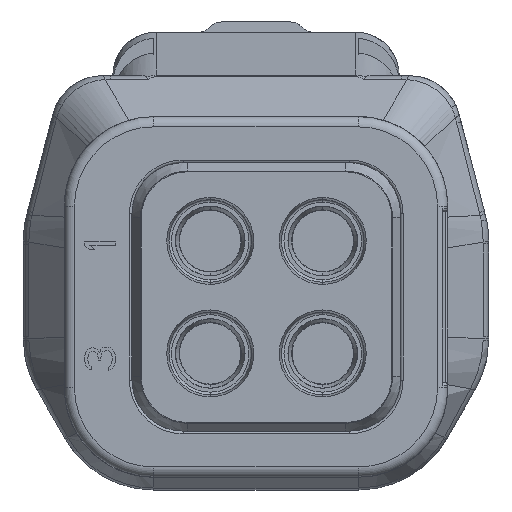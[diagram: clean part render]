
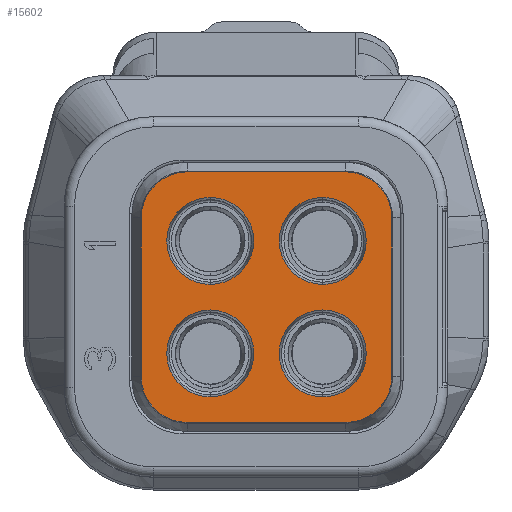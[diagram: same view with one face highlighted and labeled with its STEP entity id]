
A CAD part, front view. The second image highlights one B-rep face of the part: STEP entity #15602.
In plain terms, the highlighted planar face has unit normal (0, -1, 0).
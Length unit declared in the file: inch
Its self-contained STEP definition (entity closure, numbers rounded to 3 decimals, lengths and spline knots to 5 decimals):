
#1758=CARTESIAN_POINT('',(-9.83869,-2.07278,
2.09016));
#1759=DIRECTION('',(0.,1.,0.));
#1760=DIRECTION('',(0.,0.,-1.));
#1761=AXIS2_PLACEMENT_3D('',#1758,#1759,#1760);
#1763=DIRECTION('',(0.,0.,1.));
#1764=VECTOR('',#1763,0.12205);
#1765=CARTESIAN_POINT('',(-9.87413,-2.07278,
2.09016));
#1766=LINE('',#1765,#1764);
#1767=CARTESIAN_POINT('',(-9.83869,-2.07278,
2.2122));
#1768=DIRECTION('',(0.,1.,0.));
#1769=DIRECTION('',(-1.,0.,0.));
#1770=AXIS2_PLACEMENT_3D('',#1767,#1768,#1769);
#1772=DIRECTION('',(1.,0.,0.));
#1773=VECTOR('',#1772,0.12205);
#1774=CARTESIAN_POINT('',(-9.83869,-2.07278,
2.24764));
#1775=LINE('',#1774,#1773);
#1776=CARTESIAN_POINT('',(-9.71665,-2.07278,
2.2122));
#1777=DIRECTION('',(0.,1.,0.));
#1778=DIRECTION('',(0.,0.,1.));
#1779=AXIS2_PLACEMENT_3D('',#1776,#1777,#1778);
#1781=DIRECTION('',(0.,0.,-1.));
#1782=VECTOR('',#1781,0.12205);
#1783=CARTESIAN_POINT('',(-9.68121,-2.07278,
2.2122));
#1784=LINE('',#1783,#1782);
#1785=CARTESIAN_POINT('',(-9.71665,-2.07278,
2.09016));
#1786=DIRECTION('',(0.,1.,0.));
#1787=DIRECTION('',(1.,0.,0.));
#1788=AXIS2_PLACEMENT_3D('',#1785,#1786,#1787);
#1790=DIRECTION('',(-1.,0.,0.));
#1791=VECTOR('',#1790,0.12205);
#1792=CARTESIAN_POINT('',(-9.71665,-2.07278,
2.05472));
#1793=LINE('',#1792,#1791);
#1794=CARTESIAN_POINT('',(-9.82098,-2.07278,
2.10787));
#1795=DIRECTION('',(0.,1.,0.));
#1796=DIRECTION('',(0.,0.,1.));
#1797=AXIS2_PLACEMENT_3D('',#1794,#1795,#1796);
#1799=CARTESIAN_POINT('',(-9.82098,-2.07278,
2.10787));
#1800=DIRECTION('',(0.,1.,0.));
#1801=DIRECTION('',(0.,0.,-1.));
#1802=AXIS2_PLACEMENT_3D('',#1799,#1800,#1801);
#1804=CARTESIAN_POINT('',(-9.82098,-2.07278,
2.19449));
#1805=DIRECTION('',(0.,1.,0.));
#1806=DIRECTION('',(0.,0.,1.));
#1807=AXIS2_PLACEMENT_3D('',#1804,#1805,#1806);
#1809=CARTESIAN_POINT('',(-9.82098,-2.07278,
2.19449));
#1810=DIRECTION('',(0.,1.,0.));
#1811=DIRECTION('',(0.,0.,-1.));
#1812=AXIS2_PLACEMENT_3D('',#1809,#1810,#1811);
#1814=CARTESIAN_POINT('',(-9.73436,-2.07278,
2.10787));
#1815=DIRECTION('',(0.,1.,0.));
#1816=DIRECTION('',(0.,0.,1.));
#1817=AXIS2_PLACEMENT_3D('',#1814,#1815,#1816);
#1819=CARTESIAN_POINT('',(-9.73436,-2.07278,
2.10787));
#1820=DIRECTION('',(0.,1.,0.));
#1821=DIRECTION('',(0.,0.,-1.));
#1822=AXIS2_PLACEMENT_3D('',#1819,#1820,#1821);
#1824=CARTESIAN_POINT('',(-9.73436,-2.07278,
2.19449));
#1825=DIRECTION('',(0.,1.,0.));
#1826=DIRECTION('',(0.,0.,1.));
#1827=AXIS2_PLACEMENT_3D('',#1824,#1825,#1826);
#1829=CARTESIAN_POINT('',(-9.73436,-2.07278,
2.19449));
#1830=DIRECTION('',(0.,1.,0.));
#1831=DIRECTION('',(0.,0.,-1.));
#1832=AXIS2_PLACEMENT_3D('',#1829,#1830,#1831);
#10827=CARTESIAN_POINT('',(-9.87413,-2.07278,
2.09016));
#10828=CARTESIAN_POINT('',(-9.87413,-2.07278,
2.2122));
#10829=VERTEX_POINT('',#10827);
#10830=VERTEX_POINT('',#10828);
#10831=CARTESIAN_POINT('',(-9.83869,-2.07278,
2.24764));
#10832=VERTEX_POINT('',#10831);
#10833=CARTESIAN_POINT('',(-9.71665,-2.07278,
2.24764));
#10834=VERTEX_POINT('',#10833);
#10835=CARTESIAN_POINT('',(-9.68121,-2.07278,
2.2122));
#10836=VERTEX_POINT('',#10835);
#10837=CARTESIAN_POINT('',(-9.68121,-2.07278,
2.09016));
#10838=VERTEX_POINT('',#10837);
#10839=CARTESIAN_POINT('',(-9.83869,-2.07278,
2.05472));
#10840=VERTEX_POINT('',#10839);
#10841=CARTESIAN_POINT('',(-9.71665,-2.07278,
2.05472));
#10842=VERTEX_POINT('',#10841);
#11195=CARTESIAN_POINT('',(-9.82098,-2.07278,
2.14134));
#11196=CARTESIAN_POINT('',(-9.82098,-2.07278,
2.07441));
#11197=VERTEX_POINT('',#11195);
#11198=VERTEX_POINT('',#11196);
#11199=CARTESIAN_POINT('',(-9.82098,-2.07278,
2.22795));
#11200=CARTESIAN_POINT('',(-9.82098,-2.07278,
2.16102));
#11201=VERTEX_POINT('',#11199);
#11202=VERTEX_POINT('',#11200);
#11203=CARTESIAN_POINT('',(-9.73436,-2.07278,
2.14134));
#11204=CARTESIAN_POINT('',(-9.73436,-2.07278,
2.07441));
#11205=VERTEX_POINT('',#11203);
#11206=VERTEX_POINT('',#11204);
#11207=CARTESIAN_POINT('',(-9.73436,-2.07278,
2.22795));
#11208=CARTESIAN_POINT('',(-9.73436,-2.07278,
2.16102));
#11209=VERTEX_POINT('',#11207);
#11210=VERTEX_POINT('',#11208);
#15557=CARTESIAN_POINT('',(-9.88791,-2.07278,
2.04094));
#15558=DIRECTION('',(0.,-1.,0.));
#15559=DIRECTION('',(1.,0.,0.));
#15560=AXIS2_PLACEMENT_3D('',#15557,#15558,#15559);
#15561=PLANE('',#15560);
#15563=ORIENTED_EDGE('',*,*,#15562,.T.);
#15565=ORIENTED_EDGE('',*,*,#15564,.T.);
#15567=ORIENTED_EDGE('',*,*,#15566,.T.);
#15569=ORIENTED_EDGE('',*,*,#15568,.T.);
#15571=ORIENTED_EDGE('',*,*,#15570,.T.);
#15573=ORIENTED_EDGE('',*,*,#15572,.T.);
#15575=ORIENTED_EDGE('',*,*,#15574,.T.);
#15577=ORIENTED_EDGE('',*,*,#15576,.T.);
#15578=EDGE_LOOP('',(#15563,#15565,#15567,#15569,#15571,#15573,#15575,#15577));
#15579=FACE_OUTER_BOUND('',#15578,.F.);
#15580=ORIENTED_EDGE('',*,*,#15544,.F.);
#15581=ORIENTED_EDGE('',*,*,#15523,.F.);
#15582=EDGE_LOOP('',(#15580,#15581));
#15583=FACE_BOUND('',#15582,.F.);
#15585=ORIENTED_EDGE('',*,*,#15584,.F.);
#15587=ORIENTED_EDGE('',*,*,#15586,.F.);
#15588=EDGE_LOOP('',(#15585,#15587));
#15589=FACE_BOUND('',#15588,.F.);
#15591=ORIENTED_EDGE('',*,*,#15590,.F.);
#15593=ORIENTED_EDGE('',*,*,#15592,.F.);
#15594=EDGE_LOOP('',(#15591,#15593));
#15595=FACE_BOUND('',#15594,.F.);
#15597=ORIENTED_EDGE('',*,*,#15596,.F.);
#15599=ORIENTED_EDGE('',*,*,#15598,.F.);
#15600=EDGE_LOOP('',(#15597,#15599));
#15601=FACE_BOUND('',#15600,.F.);
#15602=ADVANCED_FACE('',(#15579,#15583,#15589,#15595,#15601),#15561,.T.);
#1762=CIRCLE('',#1761,0.03543);
#1771=CIRCLE('',#1770,0.03543);
#1780=CIRCLE('',#1779,0.03543);
#1789=CIRCLE('',#1788,0.03543);
#1798=CIRCLE('',#1797,0.03346);
#1803=CIRCLE('',#1802,0.03346);
#1808=CIRCLE('',#1807,0.03346);
#1813=CIRCLE('',#1812,0.03346);
#1818=CIRCLE('',#1817,0.03346);
#1823=CIRCLE('',#1822,0.03346);
#1828=CIRCLE('',#1827,0.03346);
#1833=CIRCLE('',#1832,0.03346);
#15523=EDGE_CURVE('',#11198,#11197,#1803,.T.);
#15544=EDGE_CURVE('',#11197,#11198,#1798,.T.);
#15562=EDGE_CURVE('',#10840,#10829,#1762,.T.);
#15564=EDGE_CURVE('',#10829,#10830,#1766,.T.);
#15566=EDGE_CURVE('',#10830,#10832,#1771,.T.);
#15568=EDGE_CURVE('',#10832,#10834,#1775,.T.);
#15570=EDGE_CURVE('',#10834,#10836,#1780,.T.);
#15572=EDGE_CURVE('',#10836,#10838,#1784,.T.);
#15574=EDGE_CURVE('',#10838,#10842,#1789,.T.);
#15576=EDGE_CURVE('',#10842,#10840,#1793,.T.);
#15584=EDGE_CURVE('',#11201,#11202,#1808,.T.);
#15586=EDGE_CURVE('',#11202,#11201,#1813,.T.);
#15590=EDGE_CURVE('',#11205,#11206,#1818,.T.);
#15592=EDGE_CURVE('',#11206,#11205,#1823,.T.);
#15596=EDGE_CURVE('',#11209,#11210,#1828,.T.);
#15598=EDGE_CURVE('',#11210,#11209,#1833,.T.);
